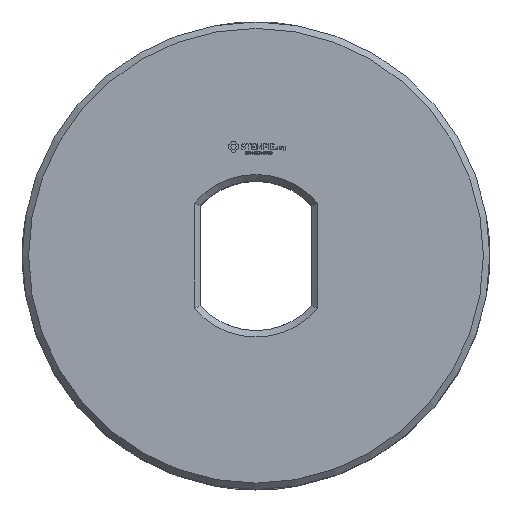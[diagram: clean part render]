
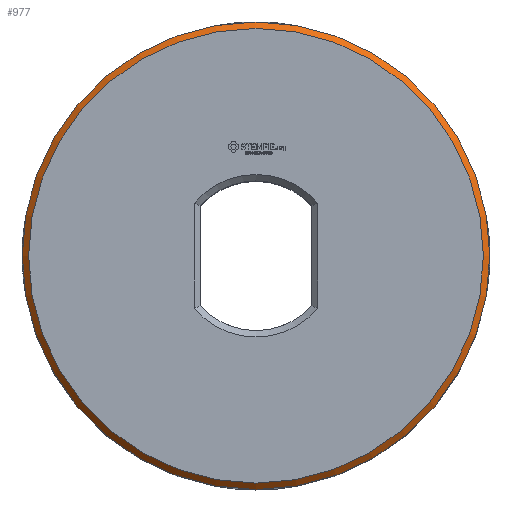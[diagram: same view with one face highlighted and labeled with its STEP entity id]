
A CAD part, top view. The second image highlights one B-rep face of the part: STEP entity #977.
In plain terms, the highlighted conical face has half-angle 45 degrees and reference radius 10.938 mm.
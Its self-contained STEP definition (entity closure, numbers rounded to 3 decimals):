
#196 = VERTEX_POINT('',#197);
#197 = CARTESIAN_POINT('',(10.938,0.,12.2));
#203 = EDGE_CURVE('',#196,#196,#204,.T.);
#204 = CIRCLE('',#205,10.938);
#205 = AXIS2_PLACEMENT_3D('',#206,#207,#208);
#206 = CARTESIAN_POINT('',(0.,0.,12.2));
#207 = DIRECTION('',(0.,0.,1.));
#208 = DIRECTION('',(1.,0.,0.));
#977 = ADVANCED_FACE('',(#978),#997,.T.);
#978 = FACE_BOUND('',#979,.T.);
#979 = EDGE_LOOP('',(#980,#988,#989,#990));
#980 = ORIENTED_EDGE('',*,*,#981,.F.);
#981 = EDGE_CURVE('',#196,#982,#984,.T.);
#982 = VERTEX_POINT('',#983);
#983 = CARTESIAN_POINT('',(10.638,0.,12.5));
#984 = LINE('',#985,#986);
#985 = CARTESIAN_POINT('',(10.938,0.,12.2));
#986 = VECTOR('',#987,1.);
#987 = DIRECTION('',(-0.707,0.,0.707));
#988 = ORIENTED_EDGE('',*,*,#203,.T.);
#989 = ORIENTED_EDGE('',*,*,#981,.T.);
#990 = ORIENTED_EDGE('',*,*,#991,.F.);
#991 = EDGE_CURVE('',#982,#982,#992,.T.);
#992 = CIRCLE('',#993,10.638);
#993 = AXIS2_PLACEMENT_3D('',#994,#995,#996);
#994 = CARTESIAN_POINT('',(0.,0.,12.5));
#995 = DIRECTION('',(0.,0.,1.));
#996 = DIRECTION('',(1.,0.,0.));
#997 = CONICAL_SURFACE('',#998,10.938,0.785);
#998 = AXIS2_PLACEMENT_3D('',#999,#1000,#1001);
#999 = CARTESIAN_POINT('',(0.,0.,12.2));
#1000 = DIRECTION('',(-0.,-0.,-1.));
#1001 = DIRECTION('',(1.,0.,0.));
